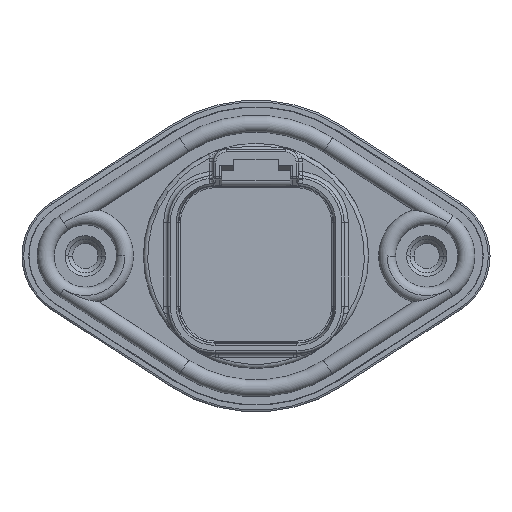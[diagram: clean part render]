
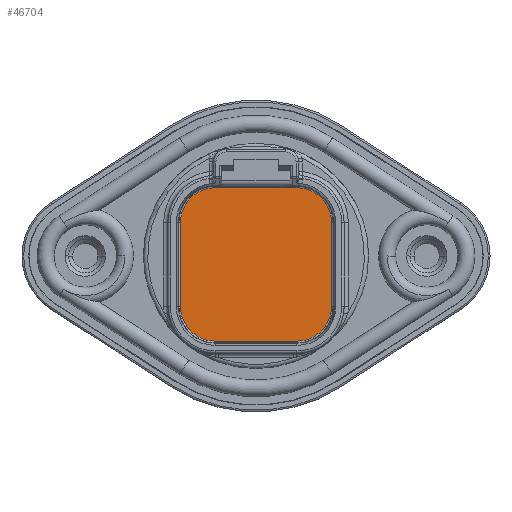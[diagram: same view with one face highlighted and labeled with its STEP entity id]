
A CAD part, front view. The second image highlights one B-rep face of the part: STEP entity #46704.
In plain terms, the highlighted planar face has unit normal (0, -1, 0).
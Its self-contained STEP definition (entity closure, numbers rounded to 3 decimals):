
#16448=DIRECTION('',(1.,0.,0.));
#16449=VECTOR('',#16448,9.7);
#16450=CARTESIAN_POINT('',(-4.85,18.,9.1));
#16451=LINE('',#16450,#16449);
#16452=CARTESIAN_POINT('',(4.85,18.,5.));
#16453=DIRECTION('',(0.,1.,0.));
#16454=DIRECTION('',(0.,0.,1.));
#16455=AXIS2_PLACEMENT_3D('',#16452,#16453,#16454);
#16457=DIRECTION('',(0.,0.,-1.));
#16458=VECTOR('',#16457,10.);
#16459=CARTESIAN_POINT('',(8.95,18.,5.));
#16460=LINE('',#16459,#16458);
#16461=CARTESIAN_POINT('',(4.85,18.,-5.));
#16462=DIRECTION('',(0.,1.,0.));
#16463=DIRECTION('',(1.,0.,0.));
#16464=AXIS2_PLACEMENT_3D('',#16461,#16462,#16463);
#16466=DIRECTION('',(-1.,0.,0.));
#16467=VECTOR('',#16466,9.7);
#16468=CARTESIAN_POINT('',(4.85,18.,-9.1));
#16469=LINE('',#16468,#16467);
#16470=CARTESIAN_POINT('',(-4.85,18.,-5.));
#16471=DIRECTION('',(0.,1.,0.));
#16472=DIRECTION('',(0.,0.,-1.));
#16473=AXIS2_PLACEMENT_3D('',#16470,#16471,#16472);
#16475=DIRECTION('',(0.,0.,1.));
#16476=VECTOR('',#16475,10.);
#16477=CARTESIAN_POINT('',(-8.95,18.,-5.));
#16478=LINE('',#16477,#16476);
#16479=CARTESIAN_POINT('',(-4.85,18.,5.));
#16480=DIRECTION('',(0.,1.,0.));
#16481=DIRECTION('',(-1.,0.,0.));
#16482=AXIS2_PLACEMENT_3D('',#16479,#16480,#16481);
#18936=CARTESIAN_POINT('',(-4.85,18.,9.1));
#18937=CARTESIAN_POINT('',(4.85,18.,9.1));
#18938=VERTEX_POINT('',#18936);
#18939=VERTEX_POINT('',#18937);
#18944=CARTESIAN_POINT('',(8.95,18.,5.));
#18945=VERTEX_POINT('',#18944);
#18948=CARTESIAN_POINT('',(8.95,18.,-5.));
#18949=VERTEX_POINT('',#18948);
#18952=CARTESIAN_POINT('',(4.85,18.,-9.1));
#18953=VERTEX_POINT('',#18952);
#18956=CARTESIAN_POINT('',(-4.85,18.,-9.1));
#18957=VERTEX_POINT('',#18956);
#18960=CARTESIAN_POINT('',(-8.95,18.,-5.));
#18961=VERTEX_POINT('',#18960);
#18964=CARTESIAN_POINT('',(-8.95,18.,5.));
#18965=VERTEX_POINT('',#18964);
#46682=CARTESIAN_POINT('',(0.,18.,0.));
#46683=DIRECTION('',(0.,-1.,0.));
#46684=DIRECTION('',(1.,0.,0.));
#46685=AXIS2_PLACEMENT_3D('',#46682,#46683,#46684);
#46686=PLANE('',#46685);
#46688=ORIENTED_EDGE('',*,*,#46687,.T.);
#46690=ORIENTED_EDGE('',*,*,#46689,.T.);
#46691=ORIENTED_EDGE('',*,*,#46672,.T.);
#46693=ORIENTED_EDGE('',*,*,#46692,.T.);
#46695=ORIENTED_EDGE('',*,*,#46694,.T.);
#46697=ORIENTED_EDGE('',*,*,#46696,.T.);
#46699=ORIENTED_EDGE('',*,*,#46698,.T.);
#46701=ORIENTED_EDGE('',*,*,#46700,.T.);
#46702=EDGE_LOOP('',(#46688,#46690,#46691,#46693,#46695,#46697,#46699,#46701));
#46703=FACE_OUTER_BOUND('',#46702,.F.);
#46704=ADVANCED_FACE('',(#46703),#46686,.T.);
#16456=CIRCLE('',#16455,4.1);
#16465=CIRCLE('',#16464,4.1);
#16474=CIRCLE('',#16473,4.1);
#16483=CIRCLE('',#16482,4.1);
#46672=EDGE_CURVE('',#18945,#18949,#16460,.T.);
#46687=EDGE_CURVE('',#18938,#18939,#16451,.T.);
#46689=EDGE_CURVE('',#18939,#18945,#16456,.T.);
#46692=EDGE_CURVE('',#18949,#18953,#16465,.T.);
#46694=EDGE_CURVE('',#18953,#18957,#16469,.T.);
#46696=EDGE_CURVE('',#18957,#18961,#16474,.T.);
#46698=EDGE_CURVE('',#18961,#18965,#16478,.T.);
#46700=EDGE_CURVE('',#18965,#18938,#16483,.T.);
